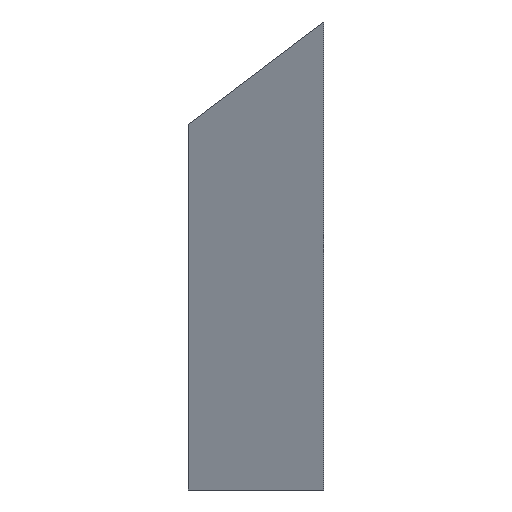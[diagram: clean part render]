
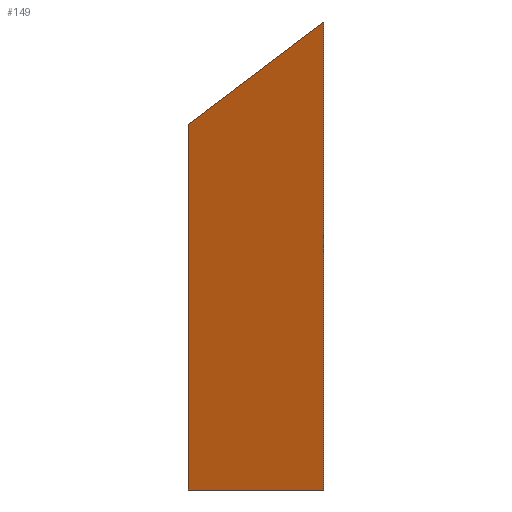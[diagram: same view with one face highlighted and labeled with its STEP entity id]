
A CAD part, front view. The second image highlights one B-rep face of the part: STEP entity #149.
In plain terms, the highlighted free-form (B-spline) face has degree [1, 1] with [2, 2] control points.
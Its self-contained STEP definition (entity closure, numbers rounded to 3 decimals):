
#22 = VERTEX_POINT('',#23);
#23 = CARTESIAN_POINT('',(95.16,-39.416,3.801)
  );
#40 = VERTEX_POINT('',#41);
#41 = CARTESIAN_POINT('',(95.16,-39.416,-9.));
#47 = EDGE_CURVE('',#40,#22,#48,.T.);
#48 = LINE('',#49,#50);
#49 = CARTESIAN_POINT('',(95.16,-39.416,-9.));
#50 = VECTOR('',#51,1.);
#51 = DIRECTION('',(0.,0.,1.));
#70 = VERTEX_POINT('',#71);
#71 = CARTESIAN_POINT('',(91.464,-37.886,1.));
#77 = EDGE_CURVE('',#22,#70,#78,.T.);
#78 = B_SPLINE_CURVE_WITH_KNOTS('',1,(#79,#80),.UNSPECIFIED.,.F.,.F.,(2,
    2),(0.,1.),.PIECEWISE_BEZIER_KNOTS.);
#79 = CARTESIAN_POINT('',(95.16,-39.416,3.801)
  );
#80 = CARTESIAN_POINT('',(91.464,-37.886,1.));
#100 = VERTEX_POINT('',#101);
#101 = CARTESIAN_POINT('',(91.464,-37.886,-9.));
#107 = EDGE_CURVE('',#100,#70,#108,.T.);
#108 = LINE('',#109,#110);
#109 = CARTESIAN_POINT('',(91.464,-37.886,-9.));
#110 = VECTOR('',#111,1.);
#111 = DIRECTION('',(0.,0.,1.));
#138 = EDGE_CURVE('',#40,#100,#139,.T.);
#139 = B_SPLINE_CURVE_WITH_KNOTS('',1,(#140,#141),.UNSPECIFIED.,.F.,.F.,
  (2,2),(0.,1.),.PIECEWISE_BEZIER_KNOTS.);
#140 = CARTESIAN_POINT('',(95.16,-39.416,-9.));
#141 = CARTESIAN_POINT('',(91.464,-37.886,-9.));
#149 = ADVANCED_FACE('',(#150),#156,.T.);
#150 = FACE_BOUND('',#151,.T.);
#151 = EDGE_LOOP('',(#152,#153,#154,#155));
#152 = ORIENTED_EDGE('',*,*,#47,.T.);
#153 = ORIENTED_EDGE('',*,*,#77,.T.);
#154 = ORIENTED_EDGE('',*,*,#107,.F.);
#155 = ORIENTED_EDGE('',*,*,#138,.F.);
#156 = B_SPLINE_SURFACE_WITH_KNOTS('',1,1,(
    (#157,#158)
    ,(#159,#160
    )),.UNSPECIFIED.,.F.,.F.,.F.,(2,2),(2,2),(0.,12.801),(0.,1.
    ),.PIECEWISE_BEZIER_KNOTS.);
#157 = CARTESIAN_POINT('',(95.16,-39.416,-9.));
#158 = CARTESIAN_POINT('',(91.464,-37.886,-9.));
#159 = CARTESIAN_POINT('',(95.16,-39.416,3.801
    ));
#160 = CARTESIAN_POINT('',(91.464,-37.886,1.));
